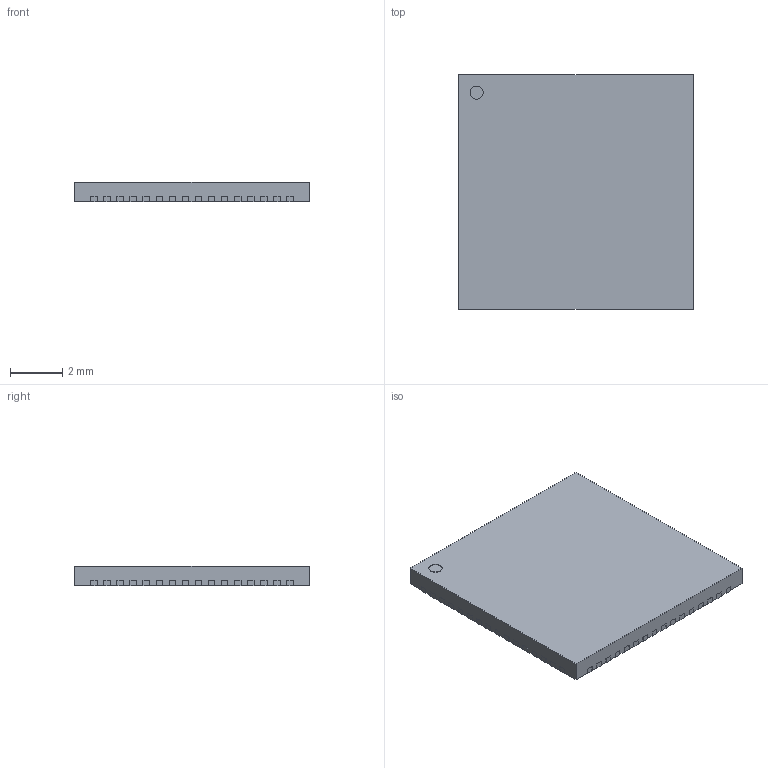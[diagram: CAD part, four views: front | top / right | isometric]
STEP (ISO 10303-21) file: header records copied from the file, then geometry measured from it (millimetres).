
FILE_DESCRIPTION(/* description */ ('model of QFN-64-1EP_9x9mm_Pitch0.5mm'),/* implementation_level */ '2;1');
FILE_NAME(/* name */ 'QFN-64-1EP_9x9mm_Pitch0.5mm.step',/* time_stamp */ '2017-02-28T16:32:35',/* author */ ('kicad StepUp','ksu'),/* organization */ ('FreeCAD'),/* preprocessor_version */ 'OCC',/* originating_system */ 'kicad StepUp',/* authorisation */ '');
FILE_SCHEMA(('AUTOMOTIVE_DESIGN_CC2 { 1 2 10303 214 -1 1 5 4 }'));
Length unit declared in the file: millimetre
Products named in the file (1): QFN-64-1EP_9x9mm_Pitch0.5mm
Bounding box: 9 x 9 x 0.75 mm (x, y, z)
Volume: 59.5 mm3; surface area: 189.9 mm2
Topology: 1 solids, 1 shells, 398 faces, 1182 edges, 788 vertices
Faces by surface type: plane 333, cylinder 65
Full cylindrical faces by diameter (mm): 0.5 x1
Entity records: 15976 total; most frequent: CARTESIAN_POINT 2369, ORIENTED_EDGE 2364, DIRECTION 2110, EDGE_CURVE 1182, LINE 1052, VECTOR 1052, VERTEX_POINT 788, AXIS2_PLACEMENT_3D 529
